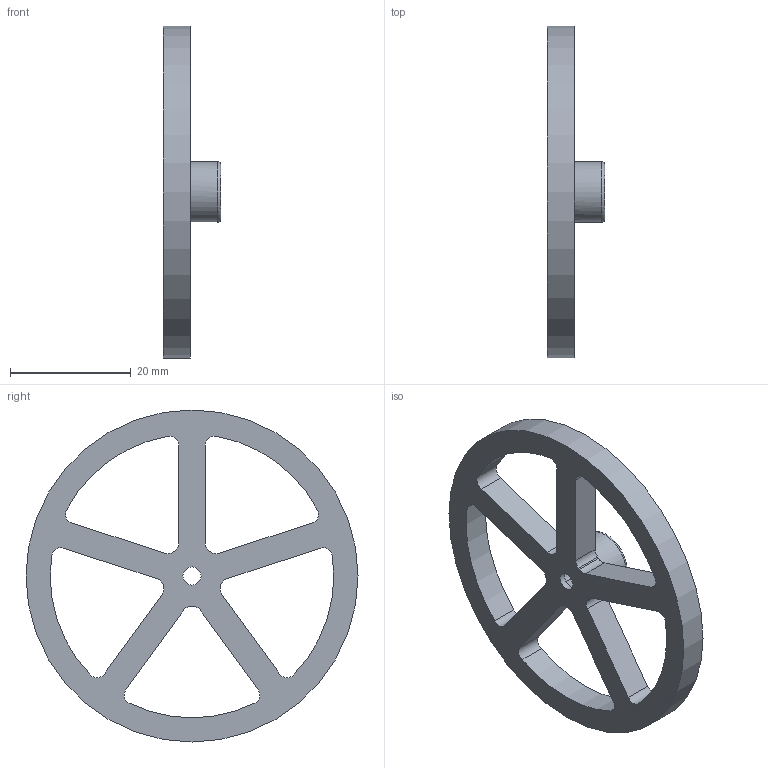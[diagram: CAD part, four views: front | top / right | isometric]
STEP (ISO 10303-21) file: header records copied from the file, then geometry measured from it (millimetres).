
FILE_DESCRIPTION(/* description */ (''),/* implementation_level */ '2;1');
FILE_NAME(/* name */ 'wheel-pololu-tires.step',/* time_stamp */ '2025-04-24T09:09:26-04:00',/* author */ (''),/* organization */ (''),/* preprocessor_version */ 'ST-DEVELOPER v20.1',/* originating_system */ 'Autodesk Translation Framework v14.4.0.0',/* authorisation */ '');
FILE_SCHEMA (('AUTOMOTIVE_DESIGN { 1 0 10303 214 3 1 1 }'));
Length unit declared in the file: millimetre
Products named in the file (1): wheel-pololu-tires
Bounding box: 9.5 x 54.88 x 54.88 mm (x, y, z)
Volume: 5312.1 mm3; surface area: 4735.1 mm2
Topology: 1 solids, 1 shells, 55 faces, 163 edges, 107 vertices
Faces by surface type: cylinder 34, plane 18, torus 3
Full cylindrical faces by diameter (mm): 3 x1, 10 x1, 54.88 x1
Entity records: 1998 total; most frequent: CARTESIAN_POINT 412, DIRECTION 341, ORIENTED_EDGE 326, EDGE_CURVE 163, AXIS2_PLACEMENT_3D 130, VERTEX_POINT 107, LINE 81, VECTOR 81
